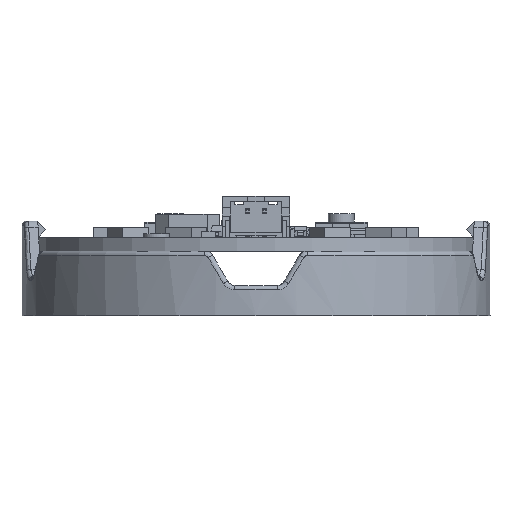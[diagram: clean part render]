
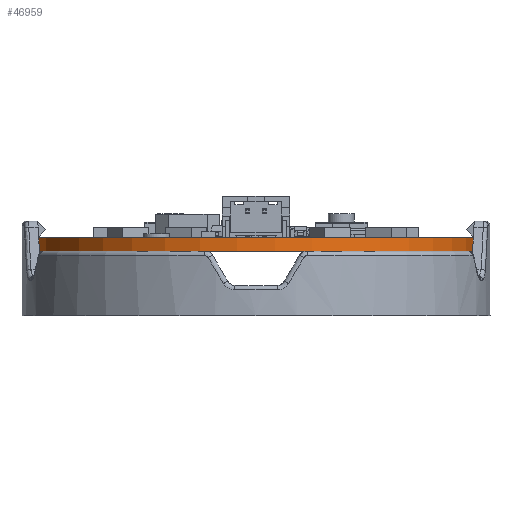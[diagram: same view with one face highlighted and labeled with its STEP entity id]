
A CAD part, front view. The second image highlights one B-rep face of the part: STEP entity #46959.
In plain terms, the highlighted cylindrical face has radius 25.407 mm (diameter 50.813 mm), a partial arc.
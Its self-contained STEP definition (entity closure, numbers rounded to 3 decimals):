
#2921=FACE_OUTER_BOUND('',#5437,.T.);
#5437=EDGE_LOOP('',(#32008,#32009,#32010,#32011));
#8233=LINE('',#66960,#13847);
#8235=LINE('',#66963,#13849);
#13847=VECTOR('',#54176,10.);
#13849=VECTOR('',#54178,10.);
#19554=CIRCLE('',#50060,25.407);
#19555=CIRCLE('',#50061,25.407);
#20612=VERTEX_POINT('',#66956);
#20613=VERTEX_POINT('',#66957);
#20614=VERTEX_POINT('',#66959);
#20615=VERTEX_POINT('',#66961);
#25111=EDGE_CURVE('',#20612,#20614,#8233,.T.);
#25113=EDGE_CURVE('',#20613,#20615,#8235,.T.);
#25114=EDGE_CURVE('',#20612,#20613,#19554,.T.);
#25115=EDGE_CURVE('',#20614,#20615,#19555,.T.);
#32008=ORIENTED_EDGE('',*,*,#25114,.T.);
#32009=ORIENTED_EDGE('',*,*,#25113,.T.);
#32010=ORIENTED_EDGE('',*,*,#25115,.F.);
#32011=ORIENTED_EDGE('',*,*,#25111,.F.);
#45196=CYLINDRICAL_SURFACE('',#50059,25.407);
#46959=ADVANCED_FACE('',(#2921),#45196,.T.);
#50059=AXIS2_PLACEMENT_3D('',#66964,#54179,#54180);
#50060=AXIS2_PLACEMENT_3D('',#66965,#54181,#54182);
#50061=AXIS2_PLACEMENT_3D('',#66966,#54183,#54184);
#54176=DIRECTION('',(0.,0.,1.));
#54178=DIRECTION('',(0.,0.,1.));
#54179=DIRECTION('center_axis',(0.,0.,1.));
#54180=DIRECTION('ref_axis',(0.,-1.,0.));
#54181=DIRECTION('center_axis',(0.,0.,1.));
#54182=DIRECTION('ref_axis',(-0.137,0.991,0.));
#54183=DIRECTION('center_axis',(0.,0.,1.));
#54184=DIRECTION('ref_axis',(-0.137,0.991,0.));
#66956=CARTESIAN_POINT('',(-3.492,25.146,0.));
#66957=CARTESIAN_POINT('',(3.492,25.146,0.));
#66959=CARTESIAN_POINT('',(-3.492,25.146,1.57));
#66960=CARTESIAN_POINT('',(-3.492,25.146,0.));
#66961=CARTESIAN_POINT('',(3.492,25.146,1.57));
#66963=CARTESIAN_POINT('',(3.492,25.146,0.));
#66964=CARTESIAN_POINT('Origin',(0.,-0.019,
0.));
#66965=CARTESIAN_POINT('Origin',(0.,-0.019,
0.));
#66966=CARTESIAN_POINT('Origin',(0.,-0.019,
1.57));
